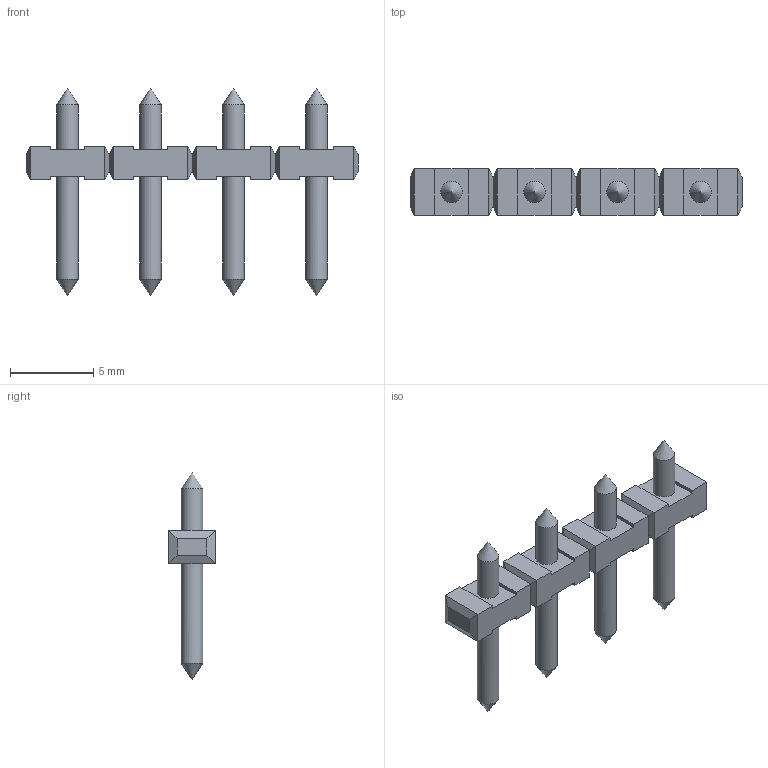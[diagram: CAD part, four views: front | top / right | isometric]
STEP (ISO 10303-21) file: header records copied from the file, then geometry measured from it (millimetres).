
FILE_DESCRIPTION(('STEP AP214'),'1');
FILE_NAME('PVS04-5.stp','2018-11-21T09:08:21',(' '),(' '),'Spatial InterOp 3D',' ',' ');
FILE_SCHEMA(('AUTOMOTIVE_DESIGN { 1 0 10303 214 1 1 1 1 }'));
Length unit declared in the file: metre
Products named in the file (1): 1
Bounding box: 20 x 2.8 x 12.5 mm (x, y, z)
Volume: 149.7 mm3; surface area: 367.2 mm2
Topology: 1 solids, 1 shells, 98 faces, 248 edges, 152 vertices
Faces by surface type: plane 82, cone 8, cylinder 8
Full cylindrical faces by diameter (mm): 1.3 x8
Entity records: 3421 total; most frequent: CARTESIAN_POINT 451, DIRECTION 426, ORIENTED_EDGE 424, EDGE_CURVE 212, LINE 196, VECTOR 196, VERTEX_POINT 140, AXIS2_PLACEMENT_3D 115
